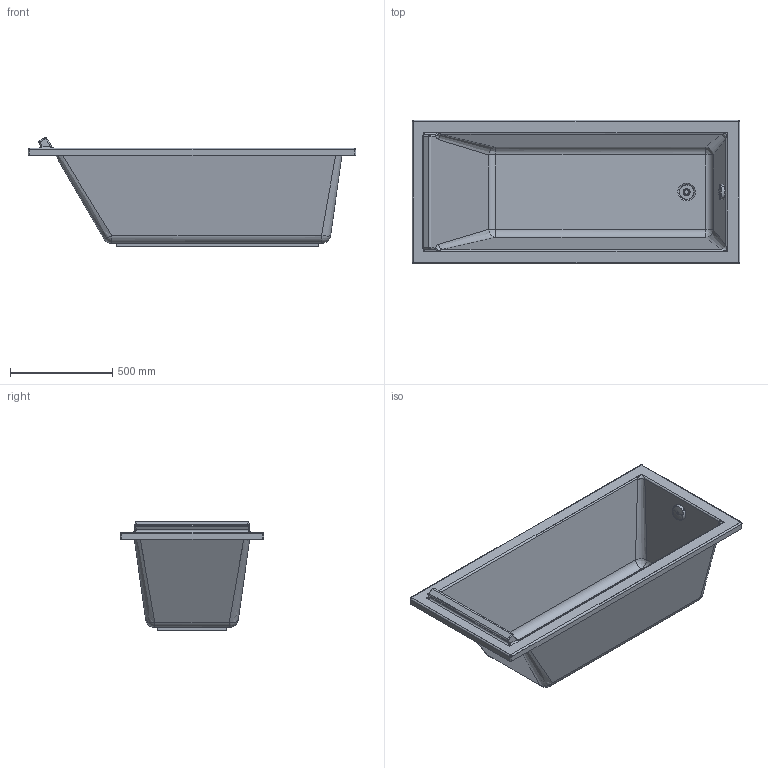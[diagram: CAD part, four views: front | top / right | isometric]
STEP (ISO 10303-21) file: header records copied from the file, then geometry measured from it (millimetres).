
FILE_DESCRIPTION((''),'2;1');
FILE_NAME('700333.stp','2013-06-28T08:53:18',('Administrator'),(''),'Autodesk Inventor 2011','Autodesk Inventor 2011','');
FILE_SCHEMA(('CONFIG_CONTROL_DESIGN'));
Length unit declared in the file: millimetre
Products named in the file (4): 700333; Stopfen; Verschluss_Ueberlauf
Assembly tree (3 placements, depth 2):
  700333
    700333
    Stopfen
    Verschluss_Ueberlauf
Bounding box: 1600 x 700 x 532.07 mm (x, y, z)
Volume: 17077358.3 mm3; surface area: 5764588.2 mm2
Topology: 4 solids, 4 shells, 312 faces, 800 edges, 472 vertices
Faces by surface type: plane 128, cylinder 101, bspline 60, sphere 13, cone 5, torus 5
Full cylindrical faces by diameter (mm): 9.2 x1, 13 x1, 14.5 x1, 24 x1, 29.2 x1, 32 x2, 52 x2, 72 x1
Entity records: 35653 total; most frequent: CARTESIAN_POINT 28117, ORIENTED_EDGE 1504, DIRECTION 1427, EDGE_CURVE 752, AXIS2_PLACEMENT_3D 530, VERTEX_POINT 458, VECTOR 367, LINE 367
